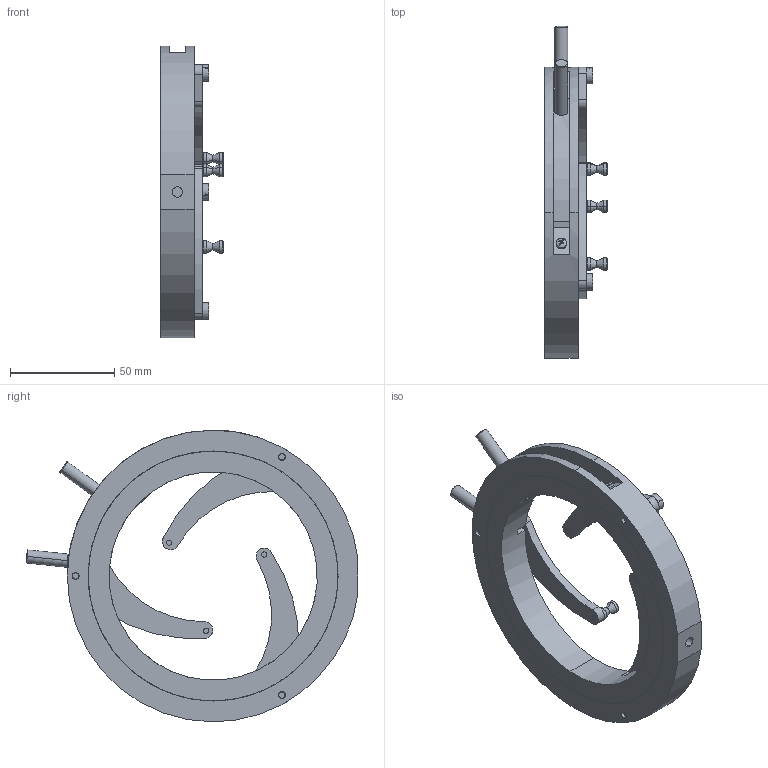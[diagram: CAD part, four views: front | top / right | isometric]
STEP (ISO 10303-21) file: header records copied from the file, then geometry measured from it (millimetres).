
FILE_DESCRIPTION (( 'STEP AP203' ), '1' );
FILE_NAME ('OMLS102-1.step', '2019-05-09T09:04:14', ( '' ), ( '' ), 'SwSTEP 2.0', 'SolidWorks 2016', '' );
FILE_SCHEMA (( 'CONFIG_CONTROL_DESIGN' ));
Length unit declared in the file: millimetre
Products named in the file (1): OMLS102-1
Bounding box: 30 x 159.3 x 140 mm (x, y, z)
Surface area: 50530.4 mm2 (no closed solid volume)
Topology: 0 solids, 30 shells, 210 faces, 809 edges, 626 vertices
Faces by surface type: cylinder 98, plane 68, cone 42, sphere 2
Entity records: 9056 total; most frequent: CARTESIAN_POINT 2054, DIRECTION 1502, ORIENTED_EDGE 1214, EDGE_CURVE 809, VERTEX_POINT 626, AXIS2_PLACEMENT_3D 506, VECTOR 490, LINE 490
